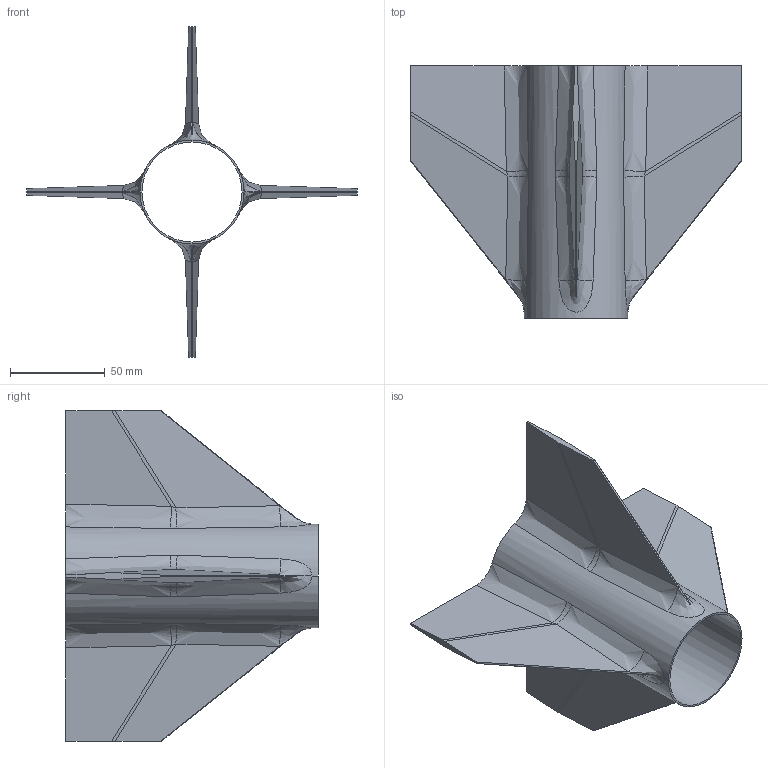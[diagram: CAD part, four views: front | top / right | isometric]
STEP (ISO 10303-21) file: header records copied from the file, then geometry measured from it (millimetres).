
FILE_DESCRIPTION(('CATIA V5 STEP Exchange','CAx-IF Rec.Pracs.--- Model Styling and Organization---1.4--- 2014-01-23','CAx-IF Rec.Pracs.---3D Tessellated Data Validation Properties---0.5---2014-09-14'),'2;1');
FILE_NAME('reco test rocket fin can.stp','2025-06-25T22:41:22+00:00',('none'),('none'),'CATIA Version 5-6 Release 2019 SP6','CATIA V5 STEP AP242 v1','none');
FILE_SCHEMA(('AP242_MANAGED_MODEL_BASED_3D_ENGINEERING_MIM_LF {1 0 10303 442 1 1 4}'));
Length unit declared in the file: millimetre
Products named in the file (1): Copy (1) of Copy (1) of Sustainer Fincan
Bounding box: 174.12 x 132.84 x 174.12 mm (x, y, z)
Volume: 109564.5 mm3; surface area: 83523.9 mm2
Topology: 1 solids, 1 shells, 68 faces, 172 edges, 106 vertices
Faces by surface type: bspline 34, plane 22, cylinder 12
Entity records: 5321 total; most frequent: CARTESIAN_POINT 4007, ORIENTED_EDGE 344, EDGE_CURVE 172, DIRECTION 125, B_SPLINE_CURVE_WITH_KNOTS 111, VERTEX_POINT 106, EDGE_LOOP 70, ADVANCED_FACE 68
